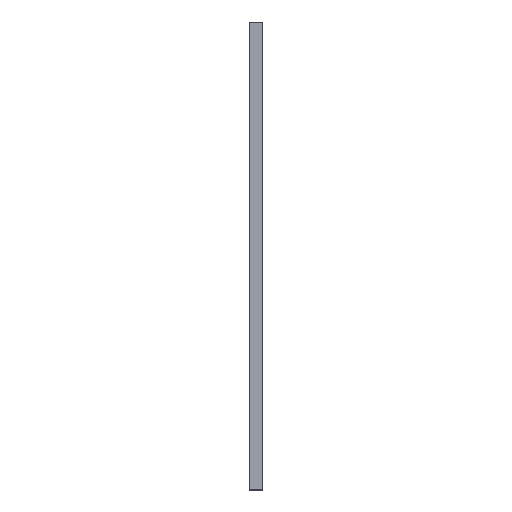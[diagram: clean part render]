
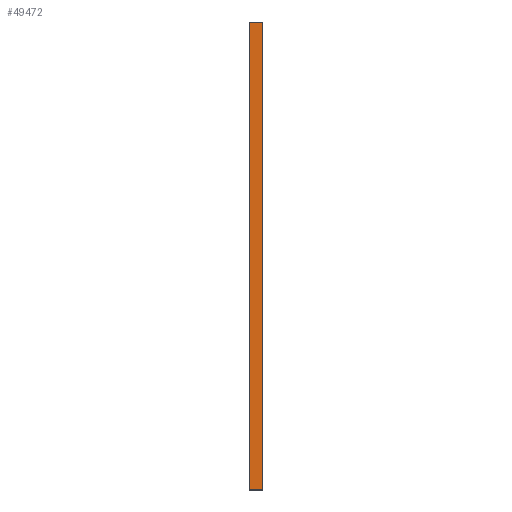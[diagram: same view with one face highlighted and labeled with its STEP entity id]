
A CAD part, front view. The second image highlights one B-rep face of the part: STEP entity #49472.
In plain terms, the highlighted planar face has unit normal (0, -1, 0).
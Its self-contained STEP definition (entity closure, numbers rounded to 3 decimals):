
#38085 = PLANE('',#38086);
#38086 = AXIS2_PLACEMENT_3D('',#38087,#38088,#38089);
#38087 = CARTESIAN_POINT('',(4.,-8.95,0.05));
#38088 = DIRECTION('',(0.,0.707,0.707));
#38089 = DIRECTION('',(1.,0.,0.));
#38393 = PLANE('',#38394);
#38394 = AXIS2_PLACEMENT_3D('',#38395,#38396,#38397);
#38395 = CARTESIAN_POINT('',(4.,-8.95,274.95));
#38396 = DIRECTION('',(0.,-0.707,
    0.707));
#38397 = DIRECTION('',(1.,0.,0.));
#38680 = PLANE('',#38681);
#38681 = AXIS2_PLACEMENT_3D('',#38682,#38683,#38684);
#38682 = CARTESIAN_POINT('',(-3.9,-8.9,0.));
#38683 = DIRECTION('',(-0.707,-0.707,
    0.));
#38684 = DIRECTION('',(0.,0.,1.));
#42551 = VERTEX_POINT('',#42552);
#42552 = CARTESIAN_POINT('',(3.9,-9.,0.1));
#42573 = EDGE_CURVE('',#42551,#42574,#42576,.T.);
#42574 = VERTEX_POINT('',#42575);
#42575 = CARTESIAN_POINT('',(-3.8,-9.,0.1));
#42576 = SURFACE_CURVE('',#42577,(#42581,#42588),.PCURVE_S1.);
#42577 = LINE('',#42578,#42579);
#42578 = CARTESIAN_POINT('',(4.,-9.,0.1));
#42579 = VECTOR('',#42580,1.);
#42580 = DIRECTION('',(-1.,0.,0.));
#42581 = PCURVE('',#38085,#42582);
#42582 = DEFINITIONAL_REPRESENTATION('',(#42583),#42587);
#42583 = LINE('',#42584,#42585);
#42584 = CARTESIAN_POINT('',(0.,-0.071));
#42585 = VECTOR('',#42586,1.);
#42586 = DIRECTION('',(-1.,0.));
#42587 = ( GEOMETRIC_REPRESENTATION_CONTEXT(2) 
PARAMETRIC_REPRESENTATION_CONTEXT() REPRESENTATION_CONTEXT('2D SPACE',''
  ) );
#42588 = PCURVE('',#42589,#42594);
#42589 = PLANE('',#42590);
#42590 = AXIS2_PLACEMENT_3D('',#42591,#42592,#42593);
#42591 = CARTESIAN_POINT('',(4.,-9.,0.));
#42592 = DIRECTION('',(0.,-1.,0.));
#42593 = DIRECTION('',(-1.,0.,0.));
#42594 = DEFINITIONAL_REPRESENTATION('',(#42595),#42599);
#42595 = LINE('',#42596,#42597);
#42596 = CARTESIAN_POINT('',(0.,-0.1));
#42597 = VECTOR('',#42598,1.);
#42598 = DIRECTION('',(1.,0.));
#42599 = ( GEOMETRIC_REPRESENTATION_CONTEXT(2) 
PARAMETRIC_REPRESENTATION_CONTEXT() REPRESENTATION_CONTEXT('2D SPACE',''
  ) );
#42866 = VERTEX_POINT('',#42867);
#42867 = CARTESIAN_POINT('',(3.9,-9.,274.9));
#42888 = EDGE_CURVE('',#42866,#42889,#42891,.T.);
#42889 = VERTEX_POINT('',#42890);
#42890 = CARTESIAN_POINT('',(-3.8,-9.,274.9));
#42891 = SURFACE_CURVE('',#42892,(#42896,#42903),.PCURVE_S1.);
#42892 = LINE('',#42893,#42894);
#42893 = CARTESIAN_POINT('',(4.,-9.,274.9));
#42894 = VECTOR('',#42895,1.);
#42895 = DIRECTION('',(-1.,0.,0.));
#42896 = PCURVE('',#38393,#42897);
#42897 = DEFINITIONAL_REPRESENTATION('',(#42898),#42902);
#42898 = LINE('',#42899,#42900);
#42899 = CARTESIAN_POINT('',(0.,-0.071));
#42900 = VECTOR('',#42901,1.);
#42901 = DIRECTION('',(-1.,0.));
#42902 = ( GEOMETRIC_REPRESENTATION_CONTEXT(2) 
PARAMETRIC_REPRESENTATION_CONTEXT() REPRESENTATION_CONTEXT('2D SPACE',''
  ) );
#42903 = PCURVE('',#42589,#42904);
#42904 = DEFINITIONAL_REPRESENTATION('',(#42905),#42909);
#42905 = LINE('',#42906,#42907);
#42906 = CARTESIAN_POINT('',(0.,-274.9));
#42907 = VECTOR('',#42908,1.);
#42908 = DIRECTION('',(1.,0.));
#42909 = ( GEOMETRIC_REPRESENTATION_CONTEXT(2) 
PARAMETRIC_REPRESENTATION_CONTEXT() REPRESENTATION_CONTEXT('2D SPACE',''
  ) );
#43045 = EDGE_CURVE('',#42574,#42889,#43046,.T.);
#43046 = SURFACE_CURVE('',#43047,(#43051,#43058),.PCURVE_S1.);
#43047 = LINE('',#43048,#43049);
#43048 = CARTESIAN_POINT('',(-3.8,-9.,0.));
#43049 = VECTOR('',#43050,1.);
#43050 = DIRECTION('',(0.,0.,1.));
#43051 = PCURVE('',#38680,#43052);
#43052 = DEFINITIONAL_REPRESENTATION('',(#43053),#43057);
#43053 = LINE('',#43054,#43055);
#43054 = CARTESIAN_POINT('',(0.,-0.141));
#43055 = VECTOR('',#43056,1.);
#43056 = DIRECTION('',(1.,0.));
#43057 = ( GEOMETRIC_REPRESENTATION_CONTEXT(2) 
PARAMETRIC_REPRESENTATION_CONTEXT() REPRESENTATION_CONTEXT('2D SPACE',''
  ) );
#43058 = PCURVE('',#42589,#43059);
#43059 = DEFINITIONAL_REPRESENTATION('',(#43060),#43064);
#43060 = LINE('',#43061,#43062);
#43061 = CARTESIAN_POINT('',(7.8,0.));
#43062 = VECTOR('',#43063,1.);
#43063 = DIRECTION('',(0.,-1.));
#43064 = ( GEOMETRIC_REPRESENTATION_CONTEXT(2) 
PARAMETRIC_REPRESENTATION_CONTEXT() REPRESENTATION_CONTEXT('2D SPACE',''
  ) );
#49093 = PLANE('',#49094);
#49094 = AXIS2_PLACEMENT_3D('',#49095,#49096,#49097);
#49095 = CARTESIAN_POINT('',(3.95,-8.95,0.));
#49096 = DIRECTION('',(0.707,-0.707,0.));
#49097 = DIRECTION('',(0.,0.,1.));
#49472 = ADVANCED_FACE('',(#49473),#42589,.T.);
#49473 = FACE_BOUND('',#49474,.T.);
#49474 = EDGE_LOOP('',(#49475,#49496,#49497,#49498));
#49475 = ORIENTED_EDGE('',*,*,#49476,.T.);
#49476 = EDGE_CURVE('',#42551,#42866,#49477,.T.);
#49477 = SURFACE_CURVE('',#49478,(#49482,#49489),.PCURVE_S1.);
#49478 = LINE('',#49479,#49480);
#49479 = CARTESIAN_POINT('',(3.9,-9.,0.));
#49480 = VECTOR('',#49481,1.);
#49481 = DIRECTION('',(0.,0.,1.));
#49482 = PCURVE('',#42589,#49483);
#49483 = DEFINITIONAL_REPRESENTATION('',(#49484),#49488);
#49484 = LINE('',#49485,#49486);
#49485 = CARTESIAN_POINT('',(0.1,0.));
#49486 = VECTOR('',#49487,1.);
#49487 = DIRECTION('',(0.,-1.));
#49488 = ( GEOMETRIC_REPRESENTATION_CONTEXT(2) 
PARAMETRIC_REPRESENTATION_CONTEXT() REPRESENTATION_CONTEXT('2D SPACE',''
  ) );
#49489 = PCURVE('',#49093,#49490);
#49490 = DEFINITIONAL_REPRESENTATION('',(#49491),#49495);
#49491 = LINE('',#49492,#49493);
#49492 = CARTESIAN_POINT('',(0.,0.071));
#49493 = VECTOR('',#49494,1.);
#49494 = DIRECTION('',(1.,0.));
#49495 = ( GEOMETRIC_REPRESENTATION_CONTEXT(2) 
PARAMETRIC_REPRESENTATION_CONTEXT() REPRESENTATION_CONTEXT('2D SPACE',''
  ) );
#49496 = ORIENTED_EDGE('',*,*,#42888,.T.);
#49497 = ORIENTED_EDGE('',*,*,#43045,.F.);
#49498 = ORIENTED_EDGE('',*,*,#42573,.F.);
